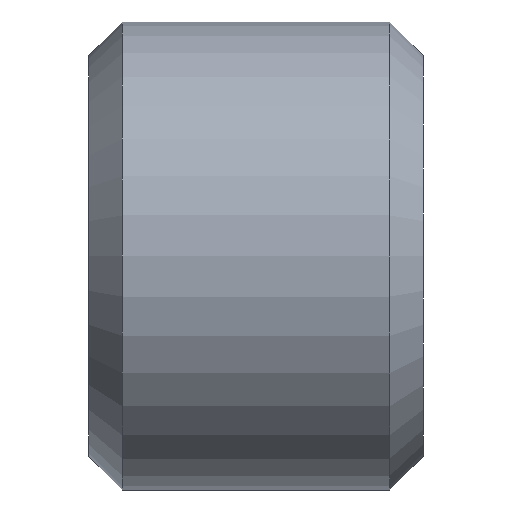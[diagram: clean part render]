
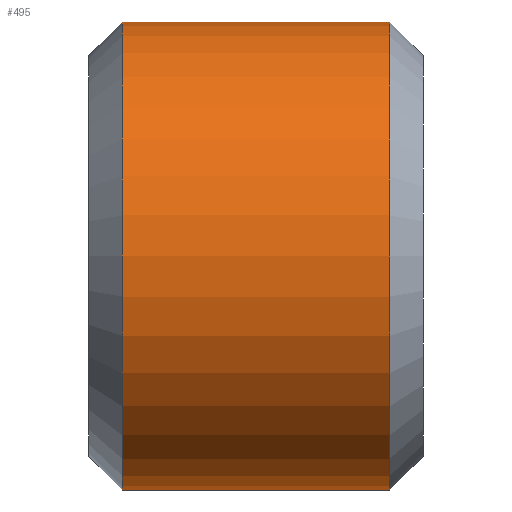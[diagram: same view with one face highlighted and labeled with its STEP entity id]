
A CAD part, front view. The second image highlights one B-rep face of the part: STEP entity #495.
In plain terms, the highlighted cylindrical face has radius 7 mm (diameter 14 mm), a full revolution.
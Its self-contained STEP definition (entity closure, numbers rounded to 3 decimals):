
#18=FACE_BOUND('',#122,.T.);
#85=FACE_OUTER_BOUND('',#121,.T.);
#121=EDGE_LOOP('',(#439));
#122=EDGE_LOOP('',(#440));
#213=CIRCLE('',#551,7.);
#215=CIRCLE('',#554,7.);
#256=VERTEX_POINT('',#863);
#258=VERTEX_POINT('',#868);
#323=EDGE_CURVE('',#256,#256,#213,.T.);
#325=EDGE_CURVE('',#258,#258,#215,.T.);
#439=ORIENTED_EDGE('',*,*,#325,.F.);
#440=ORIENTED_EDGE('',*,*,#323,.F.);
#468=CYLINDRICAL_SURFACE('',#553,7.);
#495=ADVANCED_FACE('',(#85,#18),#468,.T.);
#551=AXIS2_PLACEMENT_3D('',#864,#688,#689);
#553=AXIS2_PLACEMENT_3D('',#867,#692,#693);
#554=AXIS2_PLACEMENT_3D('',#869,#694,#695);
#688=DIRECTION('center_axis',(-1.,0.,0.));
#689=DIRECTION('ref_axis',(0.,0.,-1.));
#692=DIRECTION('center_axis',(-1.,0.,0.));
#693=DIRECTION('ref_axis',(0.,0.,1.));
#694=DIRECTION('center_axis',(1.,0.,0.));
#695=DIRECTION('ref_axis',(0.,0.,-1.));
#863=CARTESIAN_POINT('',(1.,0.,7.));
#864=CARTESIAN_POINT('Origin',(1.,0.,0.));
#867=CARTESIAN_POINT('Origin',(5.,0.,0.));
#868=CARTESIAN_POINT('',(9.,0.,7.));
#869=CARTESIAN_POINT('Origin',(9.,0.,0.));
